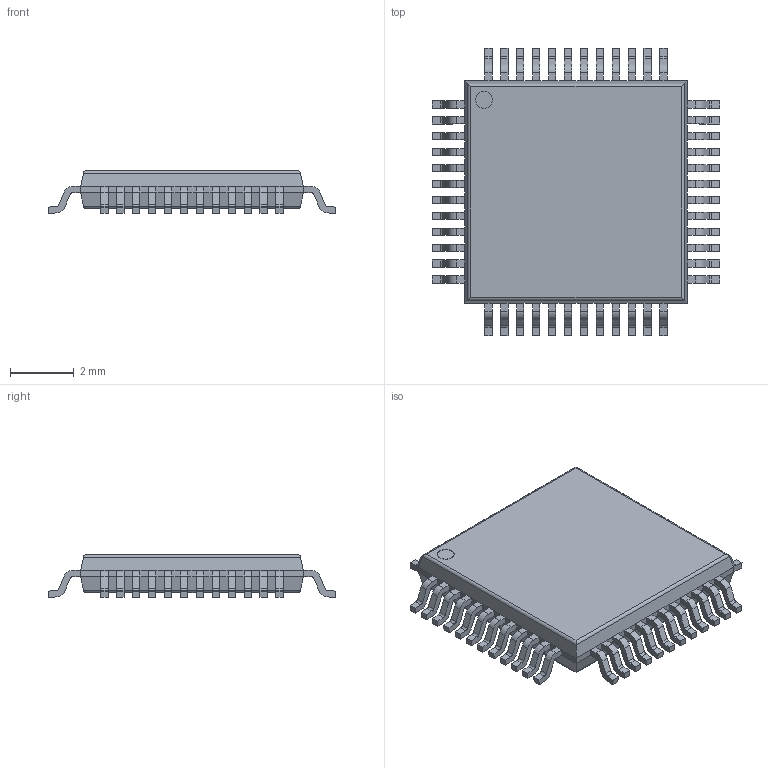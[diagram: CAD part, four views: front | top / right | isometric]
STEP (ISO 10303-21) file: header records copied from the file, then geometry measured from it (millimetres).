
FILE_DESCRIPTION (( 'STEP AP214' ), '1' );
FILE_NAME ('QFP50P900X900X120-49N.STEP', '2015-09-30T13:29:11', ( 'Andrwe' ), ( '' ), 'SwSTEP 2.0', 'SolidWorks 2015', '' );
FILE_SCHEMA (( 'AUTOMOTIVE_DESIGN' ));
Length unit declared in the file: millimetre
Products named in the file (1): QFP50P900X900X120-49N
Bounding box: 9.03 x 9.03 x 1.35 mm (x, y, z)
Volume: 60.2 mm3; surface area: 180.7 mm2
Topology: 1 solids, 1 shells, 697 faces, 1874 edges, 1180 vertices
Faces by surface type: plane 495, cylinder 202
Entity records: 29153 total; most frequent: CARTESIAN_POINT 3776, ORIENTED_EDGE 3748, DIRECTION 3650, EDGE_CURVE 1874, LINE 1478, VECTOR 1478, VERTEX_POINT 1180, AXIS2_PLACEMENT_3D 1086
